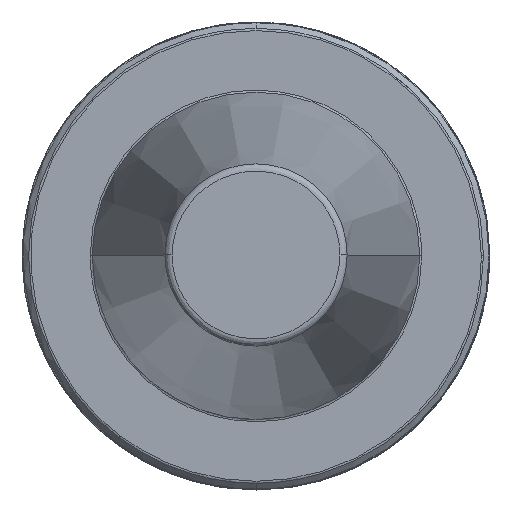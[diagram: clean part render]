
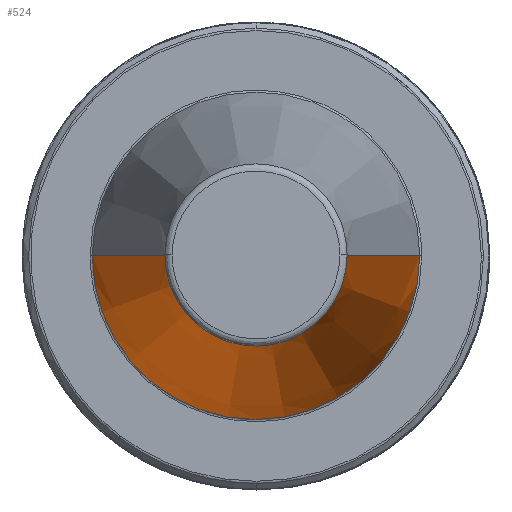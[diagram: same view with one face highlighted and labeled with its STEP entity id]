
A CAD part, top view. The second image highlights one B-rep face of the part: STEP entity #524.
In plain terms, the highlighted conical face has half-angle 8.297 degrees and reference radius 22.225 mm.
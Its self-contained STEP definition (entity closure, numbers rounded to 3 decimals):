
#104 = CARTESIAN_POINT ( 'NONE',  ( 22.225, 0., 0. ) ) ;
#174 = CARTESIAN_POINT ( 'NONE',  ( -22.225, 0., 0. ) ) ;
#193 = LINE ( 'NONE', #104, #2292 ) ;
#255 = EDGE_CURVE ( 'NONE', #2166, #2586, #1108, .T. ) ;
#357 = VECTOR ( 'NONE', #461, 1000. ) ;
#403 = EDGE_CURVE ( 'NONE', #523, #2586, #2460, .T. ) ;
#461 = DIRECTION ( 'NONE',  ( -0.144, 0., -0.99 ) ) ;
#523 = VERTEX_POINT ( 'NONE', #2094 ) ;
#524 = ADVANCED_FACE ( 'NONE', ( #675 ), #589, .T. ) ;
#541 = DIRECTION ( 'NONE',  ( 0., 0., -1. ) ) ;
#589 = CONICAL_SURFACE ( 'NONE', #916, 22.225, 0.145 ) ;
#675 = FACE_OUTER_BOUND ( 'NONE', #2924, .T. ) ;
#799 = CARTESIAN_POINT ( 'NONE',  ( -12.375, 0., 67.544 ) ) ;
#916 = AXIS2_PLACEMENT_3D ( 'NONE', #2580, #3128, #1789 ) ;
#993 = VERTEX_POINT ( 'NONE', #3202 ) ;
#1108 = LINE ( 'NONE', #3348, #357 ) ;
#1190 = AXIS2_PLACEMENT_3D ( 'NONE', #2174, #541, #2447 ) ;
#1314 = CIRCLE ( 'NONE', #1190, 12.375 ) ;
#1339 = CARTESIAN_POINT ( 'NONE',  ( 0., 0., 0. ) ) ;
#1598 = ORIENTED_EDGE ( 'NONE', *, *, #3102, .F. ) ;
#1789 = DIRECTION ( 'NONE',  ( -1., 0., 0. ) ) ;
#1943 = ORIENTED_EDGE ( 'NONE', *, *, #403, .F. ) ;
#2053 = ORIENTED_EDGE ( 'NONE', *, *, #3515, .T. ) ;
#2094 = CARTESIAN_POINT ( 'NONE',  ( 22.225, 0., 0. ) ) ;
#2166 = VERTEX_POINT ( 'NONE', #799 ) ;
#2174 = CARTESIAN_POINT ( 'NONE',  ( 0., 0., 67.544 ) ) ;
#2292 = VECTOR ( 'NONE', #3383, 1000. ) ;
#2444 = AXIS2_PLACEMENT_3D ( 'NONE', #1339, #2594, #2618 ) ;
#2447 = DIRECTION ( 'NONE',  ( -1., 0., 0. ) ) ;
#2460 = CIRCLE ( 'NONE', #2444, 22.225 ) ;
#2548 = ORIENTED_EDGE ( 'NONE', *, *, #255, .T. ) ;
#2580 = CARTESIAN_POINT ( 'NONE',  ( 0., 0., 0. ) ) ;
#2586 = VERTEX_POINT ( 'NONE', #174 ) ;
#2594 = DIRECTION ( 'NONE',  ( 0., 0., -1. ) ) ;
#2618 = DIRECTION ( 'NONE',  ( 1., 0., 0. ) ) ;
#2924 = EDGE_LOOP ( 'NONE', ( #1598, #2053, #2548, #1943 ) ) ;
#3102 = EDGE_CURVE ( 'NONE', #993, #523, #193, .T. ) ;
#3128 = DIRECTION ( 'NONE',  ( 0., 0., -1. ) ) ;
#3202 = CARTESIAN_POINT ( 'NONE',  ( 12.375, 0., 67.544 ) ) ;
#3348 = CARTESIAN_POINT ( 'NONE',  ( -22.225, 0., 0. ) ) ;
#3383 = DIRECTION ( 'NONE',  ( 0.144, 0., -0.99 ) ) ;
#3515 = EDGE_CURVE ( 'NONE', #993, #2166, #1314, .T. ) ;
